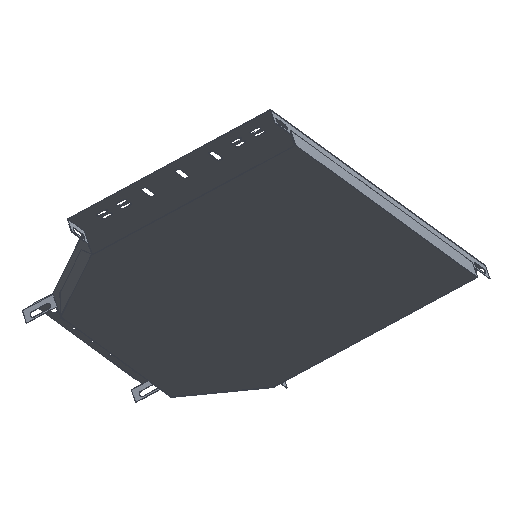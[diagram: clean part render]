
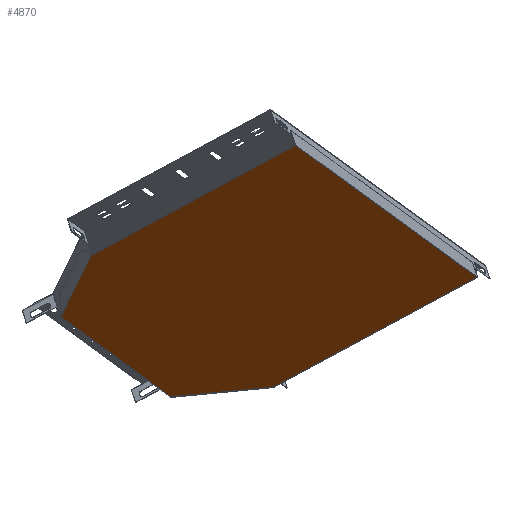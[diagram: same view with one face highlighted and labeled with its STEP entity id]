
A CAD part, front view. The second image highlights one B-rep face of the part: STEP entity #4870.
In plain terms, the highlighted planar face has unit normal (0.283, -0.485, -0.827).
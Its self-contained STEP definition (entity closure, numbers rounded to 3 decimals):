
#125 = LINE ( 'NONE', #4511, #3304 ) ;
#246 = CARTESIAN_POINT ( 'NONE',  ( 89.23, -125.152, 164.79 ) ) ;
#458 = ORIENTED_EDGE ( 'NONE', *, *, #6149, .T. ) ;
#474 = DIRECTION ( 'NONE',  ( 0.276, -0.785, 0.555 ) ) ;
#481 = CARTESIAN_POINT ( 'NONE',  ( 62.77, 374.689, -137.568 ) ) ;
#533 = LINE ( 'NONE', #3467, #6780 ) ;
#560 = VECTOR ( 'NONE', #4182, 1000. ) ;
#576 = CARTESIAN_POINT ( 'NONE',  ( 62.55, 375.317, -138.012 ) ) ;
#652 = CARTESIAN_POINT ( 'NONE',  ( -203.776, 70.942, -50.465 ) ) ;
#684 = DIRECTION ( 'NONE',  ( 0.455, 0.827, -0.33 ) ) ;
#741 = LINE ( 'NONE', #2963, #560 ) ;
#759 = LINE ( 'NONE', #481, #760 ) ;
#760 = VECTOR ( 'NONE', #474, 1000. ) ;
#765 = EDGE_CURVE ( 'NONE', #2719, #5794, #759, .T. ) ;
#1155 = VECTOR ( 'NONE', #4171, 1000. ) ;
#1342 = LINE ( 'NONE', #4181, #1155 ) ;
#1361 = VERTEX_POINT ( 'NONE', #4725 ) ;
#1419 = EDGE_CURVE ( 'NONE', #3868, #1361, #125, .T. ) ;
#1439 = CARTESIAN_POINT ( 'NONE',  ( -164.799, -40.069, 28.004 ) ) ;
#1477 = EDGE_CURVE ( 'NONE', #4990, #4320, #1342, .T. ) ;
#1482 = VECTOR ( 'NONE', #6711, 1000. ) ;
#1736 = ORIENTED_EDGE ( 'NONE', *, *, #1419, .T. ) ;
#1764 = ORIENTED_EDGE ( 'NONE', *, *, #4134, .F. ) ;
#1783 = CARTESIAN_POINT ( 'NONE',  ( 89.905, -125.378, 165.154 ) ) ;
#1791 = CARTESIAN_POINT ( 'NONE',  ( -68.415, 320.442, -150.591 ) ) ;
#1835 = VERTEX_POINT ( 'NONE', #1439 ) ;
#1878 = ORIENTED_EDGE ( 'NONE', *, *, #1477, .F. ) ;
#1982 = EDGE_CURVE ( 'NONE', #1361, #3778, #5667, .T. ) ;
#2614 = CARTESIAN_POINT ( 'NONE',  ( 62.935, 374.218, -137.235 ) ) ;
#2719 = VERTEX_POINT ( 'NONE', #576 ) ;
#2766 = ORIENTED_EDGE ( 'NONE', *, *, #765, .T. ) ;
#2836 = VERTEX_POINT ( 'NONE', #3689 ) ;
#2916 = AXIS2_PLACEMENT_3D ( 'NONE', #7252, #7278, #3841 ) ;
#2963 = CARTESIAN_POINT ( 'NONE',  ( -165.351, -40.3, 27.951 ) ) ;
#3040 = ORIENTED_EDGE ( 'NONE', *, *, #3528, .F. ) ;
#3107 = DIRECTION ( 'NONE',  ( 0.276, -0.785, 0.555 ) ) ;
#3117 = ORIENTED_EDGE ( 'NONE', *, *, #3365, .F. ) ;
#3137 = EDGE_LOOP ( 'NONE', ( #4861, #3040, #458, #2766, #5693, #1878, #5211, #3117, #1764, #1736 ) ) ;
#3231 = PLANE ( 'NONE',  #2916 ) ;
#3304 = VECTOR ( 'NONE', #4488, 1000. ) ;
#3365 = EDGE_CURVE ( 'NONE', #2836, #1835, #741, .T. ) ;
#3415 = LINE ( 'NONE', #1791, #6142 ) ;
#3467 = CARTESIAN_POINT ( 'NONE',  ( 62.935, 374.218, -137.235 ) ) ;
#3528 = EDGE_CURVE ( 'NONE', #4802, #3778, #4016, .T. ) ;
#3590 = DIRECTION ( 'NONE',  ( 0.919, 0.385, 0.088 ) ) ;
#3689 = CARTESIAN_POINT ( 'NONE',  ( -166.086, -40.608, 27.88 ) ) ;
#3778 = VERTEX_POINT ( 'NONE', #3930 ) ;
#3841 = DIRECTION ( 'NONE',  ( -0.455, -0.827, 0.33 ) ) ;
#3868 = VERTEX_POINT ( 'NONE', #6327 ) ;
#3930 = CARTESIAN_POINT ( 'NONE',  ( -66.99, 319.779, -149.714 ) ) ;
#4016 = LINE ( 'NONE', #4911, #6898 ) ;
#4134 = EDGE_CURVE ( 'NONE', #3868, #2836, #6357, .T. ) ;
#4146 = VECTOR ( 'NONE', #684, 1000. ) ;
#4171 = DIRECTION ( 'NONE',  ( 0.455, 0.827, -0.33 ) ) ;
#4181 = CARTESIAN_POINT ( 'NONE',  ( 89.391, -126.314, 165.527 ) ) ;
#4182 = DIRECTION ( 'NONE',  ( 0.919, 0.385, 0.088 ) ) ;
#4320 = VERTEX_POINT ( 'NONE', #6767 ) ;
#4488 = DIRECTION ( 'NONE',  ( 0.919, 0.385, 0.088 ) ) ;
#4511 = CARTESIAN_POINT ( 'NONE',  ( -204.328, 70.711, -50.518 ) ) ;
#4725 = CARTESIAN_POINT ( 'NONE',  ( -203.776, 70.942, -50.465 ) ) ;
#4802 = VERTEX_POINT ( 'NONE', #4946 ) ;
#4852 = VECTOR ( 'NONE', #3107, 1000. ) ;
#4861 = ORIENTED_EDGE ( 'NONE', *, *, #1982, .T. ) ;
#4870 = ADVANCED_FACE ( 'NONE', ( #6520 ), #3231, .F. ) ;
#4894 = EDGE_CURVE ( 'NONE', #4990, #1835, #6162, .T. ) ;
#4911 = CARTESIAN_POINT ( 'NONE',  ( -67.155, 320.25, -150.047 ) ) ;
#4946 = CARTESIAN_POINT ( 'NONE',  ( -67.376, 320.878, -150.491 ) ) ;
#4990 = VERTEX_POINT ( 'NONE', #1783 ) ;
#5211 = ORIENTED_EDGE ( 'NONE', *, *, #4894, .T. ) ;
#5421 = EDGE_CURVE ( 'NONE', #5794, #4320, #533, .T. ) ;
#5667 = LINE ( 'NONE', #652, #4146 ) ;
#5693 = ORIENTED_EDGE ( 'NONE', *, *, #5421, .T. ) ;
#5794 = VERTEX_POINT ( 'NONE', #2614 ) ;
#6142 = VECTOR ( 'NONE', #3590, 1000. ) ;
#6149 = EDGE_CURVE ( 'NONE', #4802, #2719, #3415, .T. ) ;
#6162 = LINE ( 'NONE', #246, #1482 ) ;
#6327 = CARTESIAN_POINT ( 'NONE',  ( -205.063, 70.403, -50.589 ) ) ;
#6357 = LINE ( 'NONE', #6596, #4852 ) ;
#6520 = FACE_OUTER_BOUND ( 'NONE', #3137, .T. ) ;
#6596 = CARTESIAN_POINT ( 'NONE',  ( -205.374, 71.291, -51.217 ) ) ;
#6630 = DIRECTION ( 'NONE',  ( 0.276, -0.785, 0.555 ) ) ;
#6711 = DIRECTION ( 'NONE',  ( -0.845, 0.283, -0.455 ) ) ;
#6767 = CARTESIAN_POINT ( 'NONE',  ( 317.64, 288.909, -0.085 ) ) ;
#6780 = VECTOR ( 'NONE', #7501, 1000. ) ;
#6898 = VECTOR ( 'NONE', #6630, 1000. ) ;
#7252 = CARTESIAN_POINT ( 'NONE',  ( -262.398, 237.902, -168.483 ) ) ;
#7278 = DIRECTION ( 'NONE',  ( -0.283, 0.485, 0.827 ) ) ;
#7501 = DIRECTION ( 'NONE',  ( 0.845, -0.283, 0.455 ) ) ;
